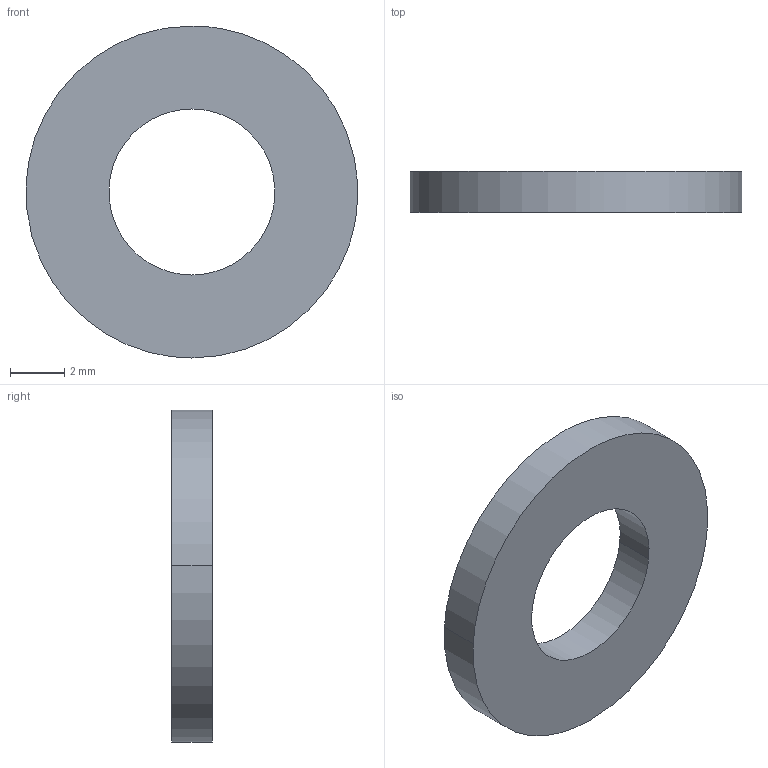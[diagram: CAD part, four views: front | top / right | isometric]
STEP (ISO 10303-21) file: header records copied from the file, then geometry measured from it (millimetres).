
FILE_DESCRIPTION((''),'2;1');
FILE_NAME('','2005-07-15T17:28:44',(''),(''),'','CADfix','');
FILE_SCHEMA(('AUTOMOTIVE_DESIGN'));
Length unit declared in the file: millimetre
Products named in the file (1): washer
Bounding box: 12.18 x 1.5 x 12.2 mm (x, y, z)
Volume: 131.8 mm3; surface area: 261.7 mm2
Topology: 1 solids, 1 shells, 6 faces, 20 edges, 16 vertices
Faces by surface type: bspline 6
Entity records: 271 total; most frequent: CARTESIAN_POINT 145, ORIENTED_EDGE 40, EDGE_CURVE 20, VERTEX_POINT 16, EDGE_LOOP 8, FACE_OUTER_BOUND 6, ADVANCED_FACE 6, QUASI_UNIFORM_CURVE 4
